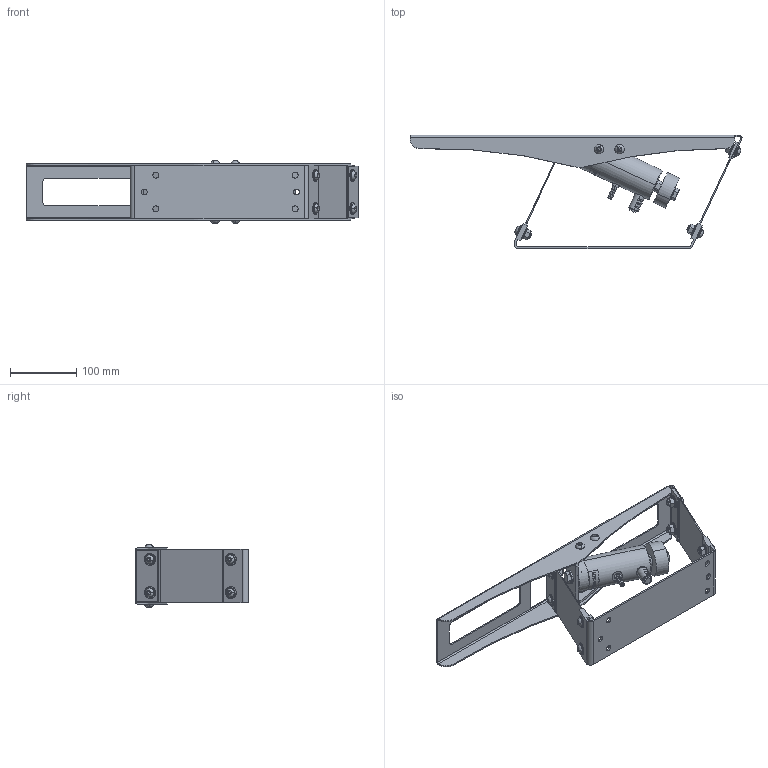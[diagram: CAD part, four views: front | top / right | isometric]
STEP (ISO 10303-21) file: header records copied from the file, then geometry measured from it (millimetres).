
FILE_DESCRIPTION (( 'STEP AP214' ), '1' );
FILE_NAME ('PowerPack 180 mit NTK 18 AL-SM 16-1.STEP', '2017-12-07T10:23:17', ( '' ), ( '' ), 'SwSTEP 2.0', 'SolidWorks 2015', '' );
FILE_SCHEMA (( 'AUTOMOTIVE_DESIGN' ));
Length unit declared in the file: millimetre
Products named in the file (1): PowerPack 180 mit NTK 18 AL-SM 16-1
Bounding box: 500.85 x 170.85 x 93.8 mm (x, y, z)
Volume: 578159.8 mm3; surface area: 299876 mm2
Topology: 17 solids, 17 shells, 3536 faces, 11166 edges, 7464 vertices
Faces by surface type: plane 2301, cylinder 514, sphere 326, cone 255, torus 80, bspline 60
Entity records: 137520 total; most frequent: CARTESIAN_POINT 35192, ORIENTED_EDGE 22156, DIRECTION 21290, EDGE_CURVE 11078, AXIS2_PLACEMENT_3D 7948, VERTEX_POINT 7464, LINE 5394, VECTOR 5394
